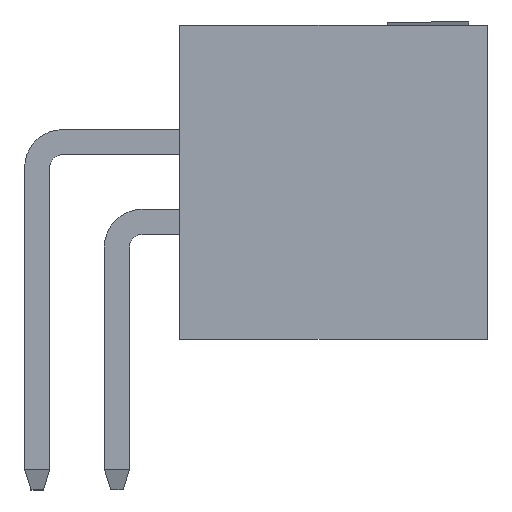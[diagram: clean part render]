
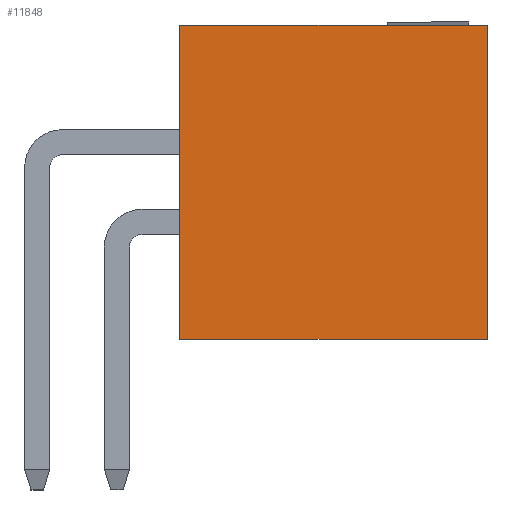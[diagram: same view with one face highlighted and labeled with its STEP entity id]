
A CAD part, left-side view. The second image highlights one B-rep face of the part: STEP entity #11848.
In plain terms, the highlighted face is planar.
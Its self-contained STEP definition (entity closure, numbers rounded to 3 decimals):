
#1739=ORIENTED_EDGE('',*,*,#3446,.F.);
#1740=ORIENTED_EDGE('',*,*,#3659,.F.);
#1741=ORIENTED_EDGE('',*,*,#2763,.T.);
#1742=ORIENTED_EDGE('',*,*,#3368,.T.);
#2763=EDGE_CURVE('',#4056,#4055,#4887,.T.);
#3368=EDGE_CURVE('',#4055,#4483,#5492,.T.);
#3446=EDGE_CURVE('',#4526,#4483,#5570,.T.);
#3659=EDGE_CURVE('',#4056,#4526,#5783,.T.);
#4055=VERTEX_POINT('',#14782);
#4056=VERTEX_POINT('',#14784);
#4483=VERTEX_POINT('',#15992);
#4526=VERTEX_POINT('',#16114);
#4887=LINE('',#14783,#6171);
#5492=LINE('',#15993,#6776);
#5570=LINE('',#16115,#6854);
#5783=LINE('',#16540,#7067);
#6171=VECTOR('',#12543,1000.);
#6776=VECTOR('',#13502,1000.);
#6854=VECTOR('',#13582,1000.);
#7067=VECTOR('',#13907,1000.);
#7723=EDGE_LOOP('',(#1739,#1740,#1741,#1742));
#8191=FACE_BOUND('',#7723,.T.);
#8624=PLANE('',#12296);
#11848=ADVANCED_FACE('',(#8191),#8624,.T.);
#12296=AXIS2_PLACEMENT_3D('',#16543,#13911,#13912);
#12543=DIRECTION('',(0.,0.,-1.));
#13502=DIRECTION('',(0.,1.,0.));
#13582=DIRECTION('',(0.,0.,-1.));
#13907=DIRECTION('',(0.,1.,0.));
#13911=DIRECTION('',(1.,0.,0.));
#13912=DIRECTION('',(0.,0.,-1.));
#14782=CARTESIAN_POINT('',(13.97,-2.5,-2.45));
#14783=CARTESIAN_POINT('',(13.97,-2.5,2.45));
#14784=CARTESIAN_POINT('',(13.97,-2.5,2.45));
#15992=CARTESIAN_POINT('',(13.97,2.5,-2.45));
#15993=CARTESIAN_POINT('',(13.97,-2.5,-2.45));
#16114=CARTESIAN_POINT('',(13.97,2.5,2.45));
#16115=CARTESIAN_POINT('',(13.97,2.5,2.45));
#16540=CARTESIAN_POINT('',(13.97,-2.5,2.45));
#16543=CARTESIAN_POINT('',(13.97,-2.5,2.45));
